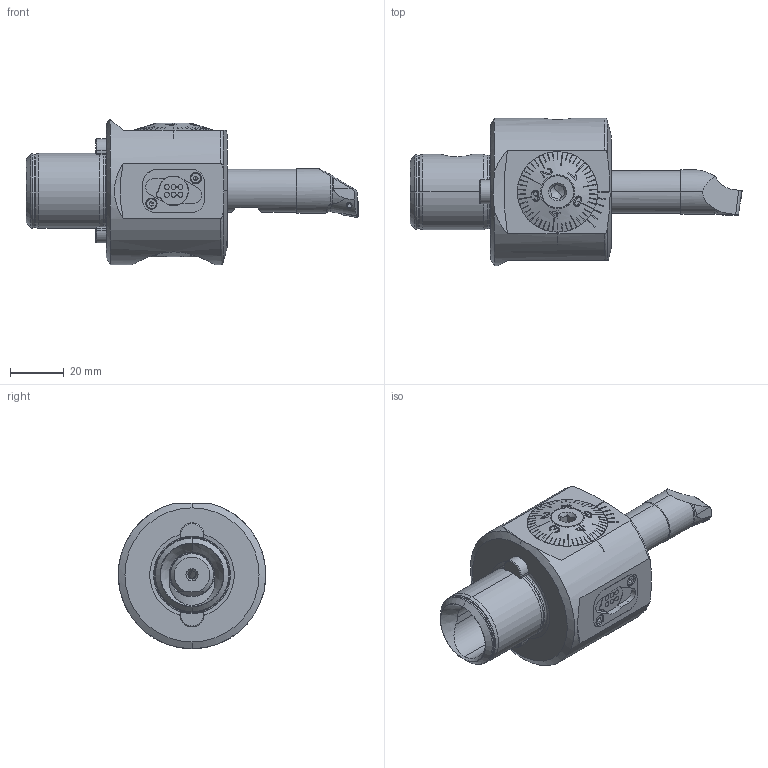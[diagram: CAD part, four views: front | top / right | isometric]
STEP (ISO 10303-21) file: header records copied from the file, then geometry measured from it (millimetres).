
FILE_DESCRIPTION (( 'STEP AP203' ), '1' );
FILE_NAME ('206.050.025.045.STEP', '2018-08-28T06:53:09', ( 'SwiAdmin' ), ( '' ), 'SwSTEP 2.0', 'SolidWorks 2017', '' );
FILE_SCHEMA (( 'CONFIG_CONTROL_DESIGN' ));
Length unit declared in the file: millimetre
Products named in the file (31): Klebstoff D10; B20-WCA.K11.105; ISO 4762 - M2 x 6; 206.050.025.045; WCB-ER2.001.009_A; PEF-DA1.010.032_A; Fxx-MAB.xxx.xxx_A_F32x1.3; WCA-ER2.001.006_A; DIN 3771 - 25x1.5; Fxx-BG7.DA1.0xx_A_F42; A55-BG2.011.016_D; A55-BG2.014.007_A; B20-WCA.K11.105_B_mit beschriftung; A55-BG2.015.007_A; A55-BG3.011.033_A_gek〉zt; A55-BG1.DA1.041_C_Dichtung; Fxx-BG7.DA1.0xx_A_F55; CCMT060204; A55-BG1.DA2.041_Dichtung; A55-BG1.012.007_C; ST5-ER2.001.010_A; ISO 4026 - M10 x 8; O-Ring 17 x ø2; A55-BG2.013.005_C; A55-BG2.012.006_B; A55-BG1.DA3.041_Dichtung; DIN 3771 - 13x1; ST5-A55.DA1.045_A; ISO 4026 - M10 x 16_PreviewCfg; PEF-DA1.011.017_A; Fxx-BG7.DA2.0xx_F55
Assembly tree (35 placements, depth 4):
  206.050.025.045
    ST5-A55.DA1.045_A
    ISO 4026 - M10 x 8
    WCB-ER2.001.009_A
    A55-BG1.DA2.041_Dichtung
      A55-BG1.DA3.041_Dichtung
        A55-BG1.DA1.041_C_Dichtung
        A55-BG1.012.007_C
      A55-BG2.012.006_B
      A55-BG2.013.005_C
      DIN 3771 - 25x1.5
      ISO 4026 - M10 x 16_PreviewCfg  x2
      A55-BG2.015.007_A
        A55-BG2.011.016_D
        A55-BG2.014.007_A
      Fxx-MAB.xxx.xxx_A_F32x1.3
      O-Ring 17 x ø2
    A55-BG3.011.033_A_gek〉zt
    Klebstoff D10
    Fxx-BG7.DA2.0xx_F55
      Fxx-BG7.DA1.0xx_A_F42
      PEF-DA1.011.017_A  x2
      PEF-DA1.010.032_A  x2
      Fxx-BG7.DA1.0xx_A_F55
      ISO 4762 - M2 x 6  x2
      DIN 3771 - 13x1
    ST5-ER2.001.010_A  x2
    B20-WCA.K11.105
      B20-WCA.K11.105_B_mit beschriftung
      CCMT060204
      WCA-ER2.001.006_A
Bounding box: 123.73 x 55 x 54.18 mm (x, y, z)
Volume: 114711.3 mm3; surface area: 49129.1 mm2
Topology: 30 solids, 30 shells, 1245 faces, 3389 edges, 2254 vertices
Faces by surface type: plane 495, cylinder 349, cone 245, torus 89, bspline 63, sphere 4
Entity records: 51941 total; most frequent: CARTESIAN_POINT 20820, ORIENTED_EDGE 6192, DIRECTION 5311, EDGE_CURVE 3096, VERTEX_POINT 2083, AXIS2_PLACEMENT_3D 2080, EDGE_LOOP 1237, LINE 1151
